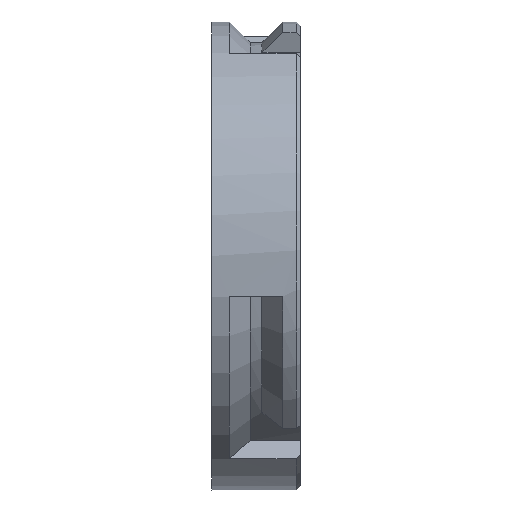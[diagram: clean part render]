
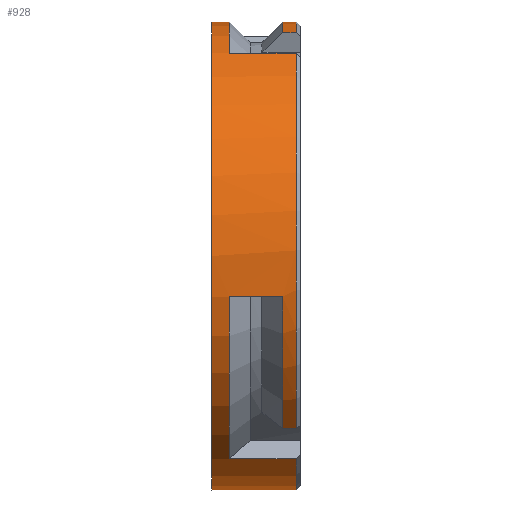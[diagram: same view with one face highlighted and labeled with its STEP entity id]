
A CAD part, left-side view. The second image highlights one B-rep face of the part: STEP entity #928.
In plain terms, the highlighted cylindrical face has radius 39.5 mm (diameter 79 mm), a full revolution.
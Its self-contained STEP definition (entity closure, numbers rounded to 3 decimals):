
#60=FACE_OUTER_BOUND('',#111,.T.);
#111=EDGE_LOOP('',(#619,#620,#621,#622,#623,#624,#625,#626,#627,#628,#629,
#630,#631,#632,#633,#634,#635,#636,#637,#638,#639));
#171=LINE('',#1417,#246);
#172=LINE('',#1421,#247);
#173=LINE('',#1425,#248);
#174=LINE('',#1429,#249);
#175=LINE('',#1433,#250);
#176=LINE('',#1437,#251);
#177=LINE('',#1441,#252);
#178=LINE('',#1445,#253);
#179=LINE('',#1449,#254);
#180=LINE('',#1452,#255);
#246=VECTOR('',#1117,39.5);
#247=VECTOR('',#1120,10.);
#248=VECTOR('',#1123,10.);
#249=VECTOR('',#1126,10.);
#250=VECTOR('',#1129,10.);
#251=VECTOR('',#1132,10.);
#252=VECTOR('',#1135,10.);
#253=VECTOR('',#1138,10.);
#254=VECTOR('',#1141,10.);
#255=VECTOR('',#1144,10.);
#321=CIRCLE('',#1000,39.5);
#322=CIRCLE('',#1001,39.5);
#323=CIRCLE('',#1002,39.5);
#324=CIRCLE('',#1003,39.5);
#325=CIRCLE('',#1004,39.5);
#326=CIRCLE('',#1005,39.5);
#327=CIRCLE('',#1006,39.5);
#328=CIRCLE('',#1007,39.5);
#329=CIRCLE('',#1008,39.5);
#330=CIRCLE('',#1009,39.5);
#381=VERTEX_POINT('',#1414);
#382=VERTEX_POINT('',#1416);
#383=VERTEX_POINT('',#1418);
#384=VERTEX_POINT('',#1420);
#385=VERTEX_POINT('',#1422);
#386=VERTEX_POINT('',#1424);
#387=VERTEX_POINT('',#1426);
#388=VERTEX_POINT('',#1428);
#389=VERTEX_POINT('',#1430);
#390=VERTEX_POINT('',#1432);
#391=VERTEX_POINT('',#1434);
#392=VERTEX_POINT('',#1436);
#393=VERTEX_POINT('',#1438);
#394=VERTEX_POINT('',#1440);
#395=VERTEX_POINT('',#1442);
#396=VERTEX_POINT('',#1444);
#397=VERTEX_POINT('',#1446);
#398=VERTEX_POINT('',#1448);
#399=VERTEX_POINT('',#1450);
#476=EDGE_CURVE('',#381,#381,#321,.T.);
#477=EDGE_CURVE('',#381,#382,#171,.T.);
#478=EDGE_CURVE('',#383,#382,#322,.T.);
#479=EDGE_CURVE('',#384,#383,#172,.T.);
#480=EDGE_CURVE('',#385,#384,#323,.T.);
#481=EDGE_CURVE('',#386,#385,#173,.T.);
#482=EDGE_CURVE('',#387,#386,#324,.T.);
#483=EDGE_CURVE('',#388,#387,#174,.T.);
#484=EDGE_CURVE('',#389,#388,#325,.T.);
#485=EDGE_CURVE('',#390,#389,#175,.T.);
#486=EDGE_CURVE('',#391,#390,#326,.T.);
#487=EDGE_CURVE('',#392,#391,#176,.T.);
#488=EDGE_CURVE('',#393,#392,#327,.T.);
#489=EDGE_CURVE('',#394,#393,#177,.T.);
#490=EDGE_CURVE('',#395,#394,#328,.T.);
#491=EDGE_CURVE('',#396,#395,#178,.T.);
#492=EDGE_CURVE('',#397,#396,#329,.T.);
#493=EDGE_CURVE('',#398,#397,#179,.T.);
#494=EDGE_CURVE('',#399,#398,#330,.T.);
#495=EDGE_CURVE('',#382,#399,#180,.T.);
#619=ORIENTED_EDGE('',*,*,#476,.F.);
#620=ORIENTED_EDGE('',*,*,#477,.T.);
#621=ORIENTED_EDGE('',*,*,#478,.F.);
#622=ORIENTED_EDGE('',*,*,#479,.F.);
#623=ORIENTED_EDGE('',*,*,#480,.F.);
#624=ORIENTED_EDGE('',*,*,#481,.F.);
#625=ORIENTED_EDGE('',*,*,#482,.F.);
#626=ORIENTED_EDGE('',*,*,#483,.F.);
#627=ORIENTED_EDGE('',*,*,#484,.F.);
#628=ORIENTED_EDGE('',*,*,#485,.F.);
#629=ORIENTED_EDGE('',*,*,#486,.F.);
#630=ORIENTED_EDGE('',*,*,#487,.F.);
#631=ORIENTED_EDGE('',*,*,#488,.F.);
#632=ORIENTED_EDGE('',*,*,#489,.F.);
#633=ORIENTED_EDGE('',*,*,#490,.F.);
#634=ORIENTED_EDGE('',*,*,#491,.F.);
#635=ORIENTED_EDGE('',*,*,#492,.F.);
#636=ORIENTED_EDGE('',*,*,#493,.F.);
#637=ORIENTED_EDGE('',*,*,#494,.F.);
#638=ORIENTED_EDGE('',*,*,#495,.F.);
#639=ORIENTED_EDGE('',*,*,#477,.F.);
#905=CYLINDRICAL_SURFACE('',#999,39.5);
#928=ADVANCED_FACE('',(#60),#905,.T.);
#999=AXIS2_PLACEMENT_3D('',#1413,#1113,#1114);
#1000=AXIS2_PLACEMENT_3D('',#1415,#1115,#1116);
#1001=AXIS2_PLACEMENT_3D('',#1419,#1118,#1119);
#1002=AXIS2_PLACEMENT_3D('',#1423,#1121,#1122);
#1003=AXIS2_PLACEMENT_3D('',#1427,#1124,#1125);
#1004=AXIS2_PLACEMENT_3D('',#1431,#1127,#1128);
#1005=AXIS2_PLACEMENT_3D('',#1435,#1130,#1131);
#1006=AXIS2_PLACEMENT_3D('',#1439,#1133,#1134);
#1007=AXIS2_PLACEMENT_3D('',#1443,#1136,#1137);
#1008=AXIS2_PLACEMENT_3D('',#1447,#1139,#1140);
#1009=AXIS2_PLACEMENT_3D('',#1451,#1142,#1143);
#1113=DIRECTION('center_axis',(0.,-1.,0.));
#1114=DIRECTION('ref_axis',(-1.,0.,0.));
#1115=DIRECTION('center_axis',(0.,1.,0.));
#1116=DIRECTION('ref_axis',(-1.,0.,0.));
#1117=DIRECTION('',(0.,-1.,0.));
#1118=DIRECTION('center_axis',(0.,-1.,0.));
#1119=DIRECTION('ref_axis',(-1.,0.,0.));
#1120=DIRECTION('',(0.,1.,0.));
#1121=DIRECTION('center_axis',(0.,1.,0.));
#1122=DIRECTION('ref_axis',(-1.,0.,0.));
#1123=DIRECTION('',(0.,1.,0.));
#1124=DIRECTION('center_axis',(0.,-1.,0.));
#1125=DIRECTION('ref_axis',(-1.,0.,0.));
#1126=DIRECTION('',(0.,-1.,0.));
#1127=DIRECTION('center_axis',(0.,-1.,0.));
#1128=DIRECTION('ref_axis',(-1.,0.,0.));
#1129=DIRECTION('',(0.,1.,0.));
#1130=DIRECTION('center_axis',(0.,1.,0.));
#1131=DIRECTION('ref_axis',(-1.,0.,0.));
#1132=DIRECTION('',(0.,1.,0.));
#1133=DIRECTION('center_axis',(0.,-1.,0.));
#1134=DIRECTION('ref_axis',(-1.,0.,0.));
#1135=DIRECTION('',(0.,-1.,0.));
#1136=DIRECTION('center_axis',(0.,-1.,0.));
#1137=DIRECTION('ref_axis',(-1.,0.,0.));
#1138=DIRECTION('',(0.,1.,0.));
#1139=DIRECTION('center_axis',(0.,1.,0.));
#1140=DIRECTION('ref_axis',(-1.,0.,0.));
#1141=DIRECTION('',(0.,1.,0.));
#1142=DIRECTION('center_axis',(0.,-1.,0.));
#1143=DIRECTION('ref_axis',(-1.,0.,0.));
#1144=DIRECTION('',(0.,-1.,0.));
#1413=CARTESIAN_POINT('Origin',(0.,45.622,0.));
#1414=CARTESIAN_POINT('',(39.5,55.,0.));
#1415=CARTESIAN_POINT('Origin',(0.,55.,0.));
#1416=CARTESIAN_POINT('',(39.5,52.,0.));
#1417=CARTESIAN_POINT('',(39.5,45.622,0.));
#1418=CARTESIAN_POINT('',(25.39,52.,-30.259));
#1419=CARTESIAN_POINT('Origin',(0.,52.,0.));
#1420=CARTESIAN_POINT('',(25.39,43.,-30.259));
#1421=CARTESIAN_POINT('',(25.39,45.622,-30.259));
#1422=CARTESIAN_POINT('',(38.561,43.,-8.563));
#1423=CARTESIAN_POINT('Origin',(0.,43.,0.));
#1424=CARTESIAN_POINT('',(38.561,40.7,-8.563));
#1425=CARTESIAN_POINT('',(38.561,45.622,-8.563));
#1426=CARTESIAN_POINT('',(-19.75,40.7,-34.208));
#1427=CARTESIAN_POINT('Origin',(0.,40.7,0.));
#1428=CARTESIAN_POINT('',(-19.75,52.,-34.208));
#1429=CARTESIAN_POINT('',(-19.75,45.622,-34.208));
#1430=CARTESIAN_POINT('',(-38.9,52.,-6.859));
#1431=CARTESIAN_POINT('Origin',(0.,52.,0.));
#1432=CARTESIAN_POINT('',(-38.9,43.,-6.859));
#1433=CARTESIAN_POINT('',(-38.9,45.622,-6.859));
#1434=CARTESIAN_POINT('',(-26.696,43.,-29.113));
#1435=CARTESIAN_POINT('Origin',(0.,43.,0.));
#1436=CARTESIAN_POINT('',(-26.696,40.7,-29.113));
#1437=CARTESIAN_POINT('',(-26.696,45.622,-29.113));
#1438=CARTESIAN_POINT('',(-19.75,40.7,34.208));
#1439=CARTESIAN_POINT('Origin',(0.,40.7,0.));
#1440=CARTESIAN_POINT('',(-19.75,52.,34.208));
#1441=CARTESIAN_POINT('',(-19.75,45.622,34.208));
#1442=CARTESIAN_POINT('',(13.51,52.,37.118));
#1443=CARTESIAN_POINT('Origin',(0.,52.,0.));
#1444=CARTESIAN_POINT('',(13.51,43.,37.118));
#1445=CARTESIAN_POINT('',(13.51,45.622,37.118));
#1446=CARTESIAN_POINT('',(-11.865,43.,37.676));
#1447=CARTESIAN_POINT('Origin',(0.,43.,0.));
#1448=CARTESIAN_POINT('',(-11.865,40.7,37.676));
#1449=CARTESIAN_POINT('',(-11.865,45.622,37.676));
#1450=CARTESIAN_POINT('',(39.5,40.7,0.));
#1451=CARTESIAN_POINT('Origin',(0.,40.7,0.));
#1452=CARTESIAN_POINT('',(39.5,45.622,0.));
